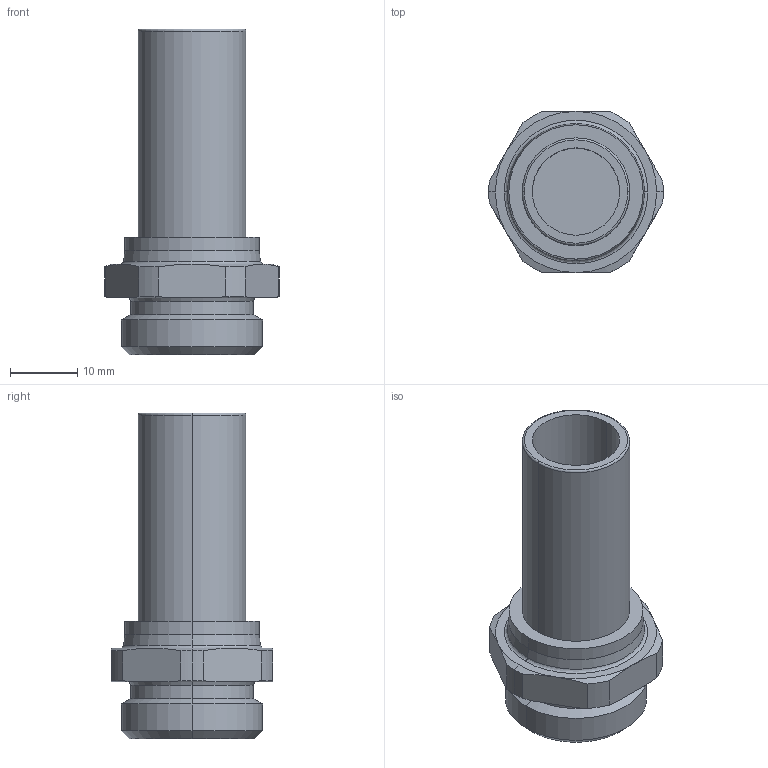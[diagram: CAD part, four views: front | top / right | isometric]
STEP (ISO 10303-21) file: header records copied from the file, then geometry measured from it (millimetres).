
FILE_DESCRIPTION((''),'2;1');
FILE_NAME('GPCJ_16G04(3D).stp','2012-12-20T14:35:15',(''),(''),'Mechanical Desktop.R8.0.24.0','Mechanical Desktop.R8.0.24.0',', , ');
FILE_SCHEMA(('CONFIG_CONTROL_DESIGN'));
Length unit declared in the file: millimetre
Products named in the file (2): GPCJ_16G04(3D); 睡ヶ1
Assembly tree (1 placements, depth 2):
  GPCJ_16G04(3D)
    睡ヶ1
Bounding box: 26 x 24 x 48.5 mm (x, y, z)
Volume: 6990.5 mm3; surface area: 5427 mm2
Topology: 1 solids, 1 shells, 67 faces, 152 edges, 91 vertices
Faces by surface type: cone 30, cylinder 20, plane 13, torus 2, bspline 2
Entity records: 2029 total; most frequent: CARTESIAN_POINT 446, DIRECTION 336, ORIENTED_EDGE 300, EDGE_CURVE 150, AXIS2_PLACEMENT_3D 143, VERTEX_POINT 91, CIRCLE 76, EDGE_LOOP 73
